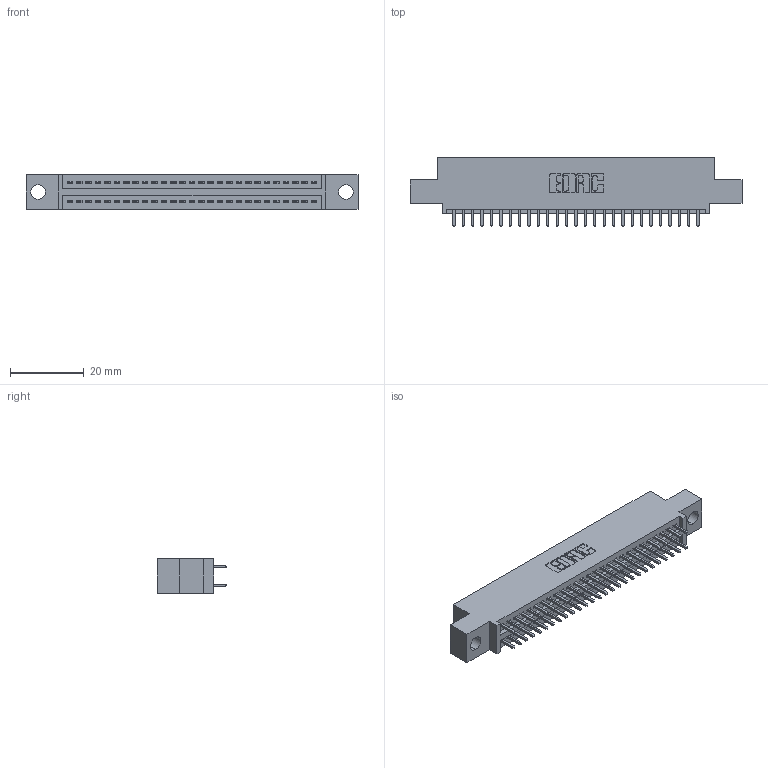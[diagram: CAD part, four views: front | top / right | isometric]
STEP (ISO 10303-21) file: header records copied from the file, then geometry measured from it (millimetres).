
FILE_DESCRIPTION (( 'STEP AP203' ), '1' );
FILE_NAME ('395-054-521-504.STEP', '2018-11-21T06:55:53', ( '' ), ( '' ), 'SwSTEP 2.0', 'SolidWorks 2016', '' );
FILE_SCHEMA (( 'CONFIG_CONTROL_DESIGN' ));
Length unit declared in the file: inch
Products named in the file (3): 395-054-521-504; 345-292-001_345-293-121; 345 Part_0.110 Offset - 0.156 Dia-TH
Assembly tree (55 placements, depth 2):
  395-054-521-504
    345 Part_0.110 Offset - 0.156 Dia-TH
    345-292-001_345-293-121  x54
Bounding box: 89.79 x 18.72 x 9.4 mm (x, y, z)
Volume: 8399.7 mm3; surface area: 11890.2 mm2
Topology: 55 solids, 55 shells, 2830 faces, 8399 edges, 5526 vertices
Faces by surface type: plane 1866, cylinder 964
Entity records: 23357 total; most frequent: CARTESIAN_POINT 3932, ORIENTED_EDGE 3866, DIRECTION 3485, EDGE_CURVE 1933, VECTOR 1693, LINE 1693, VERTEX_POINT 1286, AXIS2_PLACEMENT_3D 896
